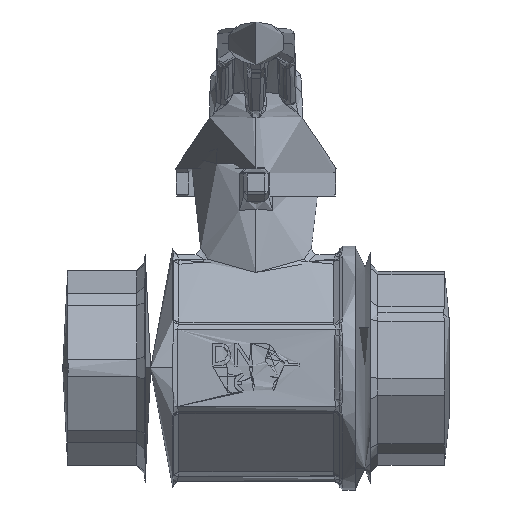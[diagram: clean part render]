
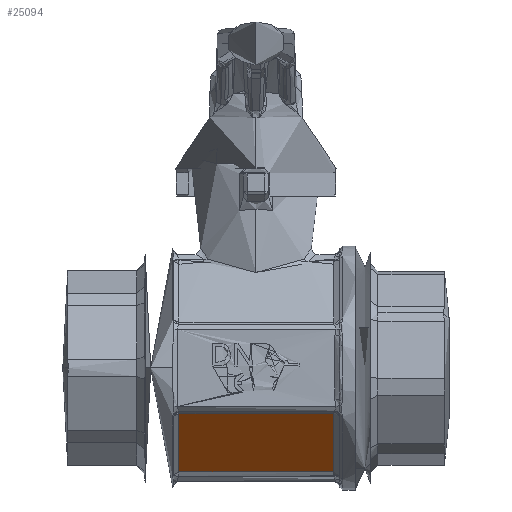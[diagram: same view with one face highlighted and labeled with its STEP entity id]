
A CAD part, top view. The second image highlights one B-rep face of the part: STEP entity #25094.
In plain terms, the highlighted cylindrical face has radius 30.25 mm (diameter 60.5 mm), a partial arc.
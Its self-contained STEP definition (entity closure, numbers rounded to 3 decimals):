
#784 = CARTESIAN_POINT ( 'NONE',  ( -20.572, -18.633, 23.903 ) ) ;
#796 = CARTESIAN_POINT ( 'NONE',  ( 20.746, -27.672, 12.219 ) ) ;
#1546 = CARTESIAN_POINT ( 'NONE',  ( 20.746, -12.219, 27.672 ) ) ;
#1676 = CARTESIAN_POINT ( 'NONE',  ( 20.699, -27.674, 12.215 ) ) ;
#1922 = EDGE_LOOP ( 'NONE', ( #2705, #26757, #26198, #19414, #24943, #14605, #13547 ) ) ;
#2386 = CARTESIAN_POINT ( 'NONE',  ( 20.699, -12.215, 27.674 ) ) ;
#2705 = ORIENTED_EDGE ( 'NONE', *, *, #13241, .T. ) ;
#3138 = EDGE_CURVE ( 'NONE', #28093, #11014, #19743, .T. ) ;
#4110 = CARTESIAN_POINT ( 'NONE',  ( 6.958, -12.215, 27.674 ) ) ;
#4606 = CARTESIAN_POINT ( 'NONE',  ( 20.715, -27.674, 12.215 ) ) ;
#4624 = B_SPLINE_CURVE_WITH_KNOTS ( 'NONE', 3,
 ( #1676, #4606, #12544, #30488 ),
 .UNSPECIFIED., .F., .F.,
 ( 4, 4 ),
 ( 0., 1. ),
 .UNSPECIFIED. ) ;
#5219 = VERTEX_POINT ( 'NONE', #2386 ) ;
#6303 = EDGE_CURVE ( 'NONE', #11014, #16324, #25718, .T. ) ;
#6473 = CARTESIAN_POINT ( 'NONE',  ( 20.746, -23.903, 18.633 ) ) ;
#6944 = EDGE_CURVE ( 'NONE', #16324, #29342, #21350, .T. ) ;
#7058 = CYLINDRICAL_SURFACE ( 'NONE', #22515, 30.25 ) ;
#8378 = CARTESIAN_POINT ( 'NONE',  ( -20.572, -23.903, 18.633 ) ) ;
#8544 = CARTESIAN_POINT ( 'NONE',  ( -20.548, -27.673, 12.217 ) ) ;
#8551 = CARTESIAN_POINT ( 'NONE',  ( 20.746, -22.708, 20.072 ) ) ;
#8937 = EDGE_CURVE ( 'NONE', #5219, #28093, #11954, .T. ) ;
#8983 = CARTESIAN_POINT ( 'NONE',  ( -20.548, -27.673, 12.217 ) ) ;
#9113 = CARTESIAN_POINT ( 'NONE',  ( 20.699, -12.215, 27.674 ) ) ;
#9210 = CARTESIAN_POINT ( 'NONE',  ( 20.699, -12.215, 27.674 ) ) ;
#9537 = CARTESIAN_POINT ( 'NONE',  ( -20.548, -27.673, 12.217 ) ) ;
#9993 = DIRECTION ( 'NONE',  ( -1., 0., 0. ) ) ;
#10502 = EDGE_CURVE ( 'NONE', #14552, #5219, #19574, .T. ) ;
#10983 = CARTESIAN_POINT ( 'NONE',  ( 20.746, -13.923, 26.92 ) ) ;
#11014 = VERTEX_POINT ( 'NONE', #14794 ) ;
#11161 = CARTESIAN_POINT ( 'NONE',  ( -20.572, -15.558, 26.009 ) ) ;
#11167 = CARTESIAN_POINT ( 'NONE',  ( 20.746, -26.009, 15.558 ) ) ;
#11340 = CARTESIAN_POINT ( 'NONE',  ( 20.746, -15.558, 26.009 ) ) ;
#11657 = CARTESIAN_POINT ( 'NONE',  ( -20.524, -12.215, 27.674 ) ) ;
#11954 = B_SPLINE_CURVE_WITH_KNOTS ( 'NONE', 3,
 ( #9113, #4110, #22575, #20324 ),
 .UNSPECIFIED., .F., .F.,
 ( 4, 4 ),
 ( 0., 1. ),
 .UNSPECIFIED. ) ;
#12086 = DIRECTION ( 'NONE',  ( 0., -1., 0. ) ) ;
#12544 = CARTESIAN_POINT ( 'NONE',  ( 20.731, -27.673, 12.217 ) ) ;
#13241 = EDGE_CURVE ( 'NONE', #17946, #14552, #14916, .T. ) ;
#13547 = ORIENTED_EDGE ( 'NONE', *, *, #24550, .T. ) ;
#13750 = CARTESIAN_POINT ( 'NONE',  ( -20.572, -12.219, 27.672 ) ) ;
#14239 = CARTESIAN_POINT ( 'NONE',  ( 20.746, -27.672, 12.219 ) ) ;
#14362 = CARTESIAN_POINT ( 'NONE',  ( -20.572, -12.219, 27.672 ) ) ;
#14552 = VERTEX_POINT ( 'NONE', #1546 ) ;
#14605 = ORIENTED_EDGE ( 'NONE', *, *, #6944, .T. ) ;
#14686 = CARTESIAN_POINT ( 'NONE',  ( -44., 0., 0. ) ) ;
#14750 = CARTESIAN_POINT ( 'NONE',  ( 20.746, -12.219, 27.672 ) ) ;
#14794 = CARTESIAN_POINT ( 'NONE',  ( -20.572, -12.219, 27.672 ) ) ;
#14916 = B_SPLINE_CURVE_WITH_KNOTS ( 'NONE', 3,
 ( #796, #29783, #11167, #6473, #8551, #27529, #24638, #11340, #10983, #21510 ),
 .UNSPECIFIED., .F., .F.,
 ( 4, 2, 2, 2, 4 ),
 ( 0., 0.25, 0.5, 0.75, 1. ),
 .UNSPECIFIED. ) ;
#16166 = CARTESIAN_POINT ( 'NONE',  ( -20.572, -26.009, 15.558 ) ) ;
#16324 = VERTEX_POINT ( 'NONE', #9537 ) ;
#17330 = CARTESIAN_POINT ( 'NONE',  ( 20.715, -12.215, 27.674 ) ) ;
#17599 = FACE_OUTER_BOUND ( 'NONE', #1922, .T. ) ;
#17946 = VERTEX_POINT ( 'NONE', #14239 ) ;
#19414 = ORIENTED_EDGE ( 'NONE', *, *, #3138, .T. ) ;
#19509 = CARTESIAN_POINT ( 'NONE',  ( -6.783, -27.674, 12.215 ) ) ;
#19574 = B_SPLINE_CURVE_WITH_KNOTS ( 'NONE', 3,
 ( #14750, #27679, #17330, #9210 ),
 .UNSPECIFIED., .F., .F.,
 ( 4, 4 ),
 ( 0., 1. ),
 .UNSPECIFIED. ) ;
#19743 = B_SPLINE_CURVE_WITH_KNOTS ( 'NONE', 3,
 ( #25215, #30383, #25387, #14362 ),
 .UNSPECIFIED., .F., .F.,
 ( 4, 4 ),
 ( 0., 1. ),
 .UNSPECIFIED. ) ;
#19852 = CARTESIAN_POINT ( 'NONE',  ( 6.958, -27.674, 12.215 ) ) ;
#20324 = CARTESIAN_POINT ( 'NONE',  ( -20.524, -12.215, 27.674 ) ) ;
#21350 = B_SPLINE_CURVE_WITH_KNOTS ( 'NONE', 3,
 ( #8983, #19509, #19852, #32792 ),
 .UNSPECIFIED., .F., .F.,
 ( 4, 4 ),
 ( 0., 1. ),
 .UNSPECIFIED. ) ;
#21510 = CARTESIAN_POINT ( 'NONE',  ( 20.746, -12.219, 27.672 ) ) ;
#21671 = CARTESIAN_POINT ( 'NONE',  ( -20.572, -22.708, 20.072 ) ) ;
#22018 = CARTESIAN_POINT ( 'NONE',  ( -20.572, -20.072, 22.708 ) ) ;
#22515 = AXIS2_PLACEMENT_3D ( 'NONE', #14686, #9993, #12086 ) ;
#22575 = CARTESIAN_POINT ( 'NONE',  ( -6.783, -12.215, 27.674 ) ) ;
#24550 = EDGE_CURVE ( 'NONE', #29342, #17946, #4624, .T. ) ;
#24633 = CARTESIAN_POINT ( 'NONE',  ( -20.572, -13.923, 26.92 ) ) ;
#24638 = CARTESIAN_POINT ( 'NONE',  ( 20.746, -18.633, 23.903 ) ) ;
#24943 = ORIENTED_EDGE ( 'NONE', *, *, #6303, .T. ) ;
#25094 = ADVANCED_FACE ( 'NONE', ( #17599 ), #7058, .T. ) ;
#25215 = CARTESIAN_POINT ( 'NONE',  ( -20.524, -12.215, 27.674 ) ) ;
#25387 = CARTESIAN_POINT ( 'NONE',  ( -20.557, -12.217, 27.673 ) ) ;
#25718 = B_SPLINE_CURVE_WITH_KNOTS ( 'NONE', 3,
 ( #13750, #24633, #11161, #784, #22018, #21671, #8378, #16166, #32196, #8544 ),
 .UNSPECIFIED., .F., .F.,
 ( 4, 2, 2, 2, 4 ),
 ( 0., 0.25, 0.5, 0.75, 1. ),
 .UNSPECIFIED. ) ;
#26198 = ORIENTED_EDGE ( 'NONE', *, *, #8937, .T. ) ;
#26757 = ORIENTED_EDGE ( 'NONE', *, *, #10502, .T. ) ;
#27529 = CARTESIAN_POINT ( 'NONE',  ( 20.746, -20.072, 22.708 ) ) ;
#27679 = CARTESIAN_POINT ( 'NONE',  ( 20.731, -12.217, 27.673 ) ) ;
#28093 = VERTEX_POINT ( 'NONE', #11657 ) ;
#29342 = VERTEX_POINT ( 'NONE', #31603 ) ;
#29783 = CARTESIAN_POINT ( 'NONE',  ( 20.746, -26.92, 13.923 ) ) ;
#30383 = CARTESIAN_POINT ( 'NONE',  ( -20.541, -12.215, 27.674 ) ) ;
#30488 = CARTESIAN_POINT ( 'NONE',  ( 20.746, -27.672, 12.219 ) ) ;
#31603 = CARTESIAN_POINT ( 'NONE',  ( 20.699, -27.674, 12.215 ) ) ;
#32196 = CARTESIAN_POINT ( 'NONE',  ( -20.572, -26.92, 13.923 ) ) ;
#32792 = CARTESIAN_POINT ( 'NONE',  ( 20.699, -27.674, 12.215 ) ) ;
